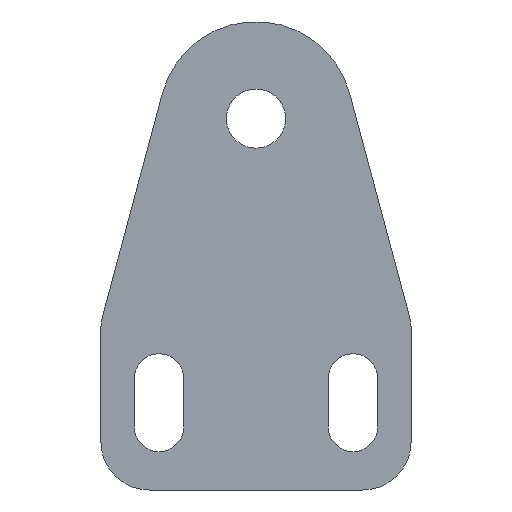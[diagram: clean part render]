
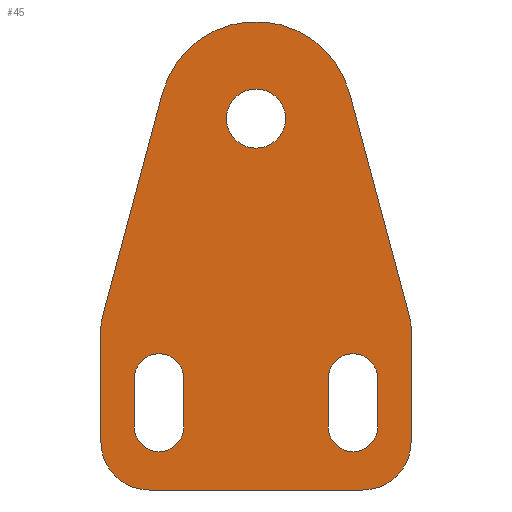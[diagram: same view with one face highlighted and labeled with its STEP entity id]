
A CAD part, left-side view. The second image highlights one B-rep face of the part: STEP entity #45.
In plain terms, the highlighted planar face has unit normal (-1, 0, 0).
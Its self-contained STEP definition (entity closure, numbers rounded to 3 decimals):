
#45=ADVANCED_FACE('',(#104,#105,#106,#107),#108,.T.);
#104=FACE_BOUND('',#181,.T.);
#105=FACE_BOUND('',#182,.T.);
#106=FACE_BOUND('',#183,.T.);
#107=FACE_OUTER_BOUND('',#184,.T.);
#108=PLANE('',#185);
#181=EDGE_LOOP('',(#252,#253,#254,#255));
#182=EDGE_LOOP('',(#256));
#183=EDGE_LOOP('',(#257,#258,#259,#260));
#184=EDGE_LOOP('',(#261,#262,#263,#264,#265,#266,#267,#268,#269,#270));
#185=AXIS2_PLACEMENT_3D('',#271,#272,#273);
#252=ORIENTED_EDGE('',*,*,#448,.T.);
#253=ORIENTED_EDGE('',*,*,#449,.T.);
#254=ORIENTED_EDGE('',*,*,#450,.T.);
#255=ORIENTED_EDGE('',*,*,#451,.T.);
#256=ORIENTED_EDGE('',*,*,#452,.T.);
#257=ORIENTED_EDGE('',*,*,#453,.T.);
#258=ORIENTED_EDGE('',*,*,#454,.T.);
#259=ORIENTED_EDGE('',*,*,#455,.T.);
#260=ORIENTED_EDGE('',*,*,#456,.T.);
#261=ORIENTED_EDGE('',*,*,#457,.T.);
#262=ORIENTED_EDGE('',*,*,#458,.T.);
#263=ORIENTED_EDGE('',*,*,#459,.T.);
#264=ORIENTED_EDGE('',*,*,#460,.T.);
#265=ORIENTED_EDGE('',*,*,#461,.T.);
#266=ORIENTED_EDGE('',*,*,#462,.T.);
#267=ORIENTED_EDGE('',*,*,#463,.T.);
#268=ORIENTED_EDGE('',*,*,#464,.T.);
#269=ORIENTED_EDGE('',*,*,#465,.T.);
#270=ORIENTED_EDGE('',*,*,#466,.T.);
#271=CARTESIAN_POINT('',(-2.,-21.,5.066));
#272=DIRECTION('',(-1.0,0.0,0.0));
#273=DIRECTION('',(0.0,-1.0,0.0));
#448=EDGE_CURVE('',#525,#526,#527,.T.);
#449=EDGE_CURVE('',#526,#528,#529,.T.);
#450=EDGE_CURVE('',#528,#530,#531,.T.);
#451=EDGE_CURVE('',#530,#525,#532,.T.);
#452=EDGE_CURVE('',#533,#533,#534,.T.);
#453=EDGE_CURVE('',#535,#536,#537,.T.);
#454=EDGE_CURVE('',#536,#538,#539,.T.);
#455=EDGE_CURVE('',#538,#540,#541,.T.);
#456=EDGE_CURVE('',#540,#535,#542,.T.);
#457=EDGE_CURVE('',#543,#544,#545,.T.);
#458=EDGE_CURVE('',#544,#546,#547,.T.);
#459=EDGE_CURVE('',#546,#548,#549,.T.);
#460=EDGE_CURVE('',#548,#550,#551,.T.);
#461=EDGE_CURVE('',#550,#552,#553,.T.);
#462=EDGE_CURVE('',#552,#554,#555,.T.);
#463=EDGE_CURVE('',#554,#556,#557,.T.);
#464=EDGE_CURVE('',#556,#558,#559,.T.);
#465=EDGE_CURVE('',#558,#560,#561,.T.);
#466=EDGE_CURVE('',#560,#543,#562,.T.);
#525=VERTEX_POINT('',#640);
#526=VERTEX_POINT('',#641);
#527=LINE('',#642,#643);
#528=VERTEX_POINT('',#644);
#529=CIRCLE('',#645,2.55);
#530=VERTEX_POINT('',#646);
#531=LINE('',#647,#648);
#532=CIRCLE('',#649,2.55);
#533=VERTEX_POINT('',#650);
#534=CIRCLE('',#651,3.05);
#535=VERTEX_POINT('',#652);
#536=VERTEX_POINT('',#653);
#537=CIRCLE('',#654,2.55);
#538=VERTEX_POINT('',#655);
#539=LINE('',#656,#657);
#540=VERTEX_POINT('',#658);
#541=CIRCLE('',#659,2.55);
#542=LINE('',#660,#661);
#543=VERTEX_POINT('',#662);
#544=VERTEX_POINT('',#663);
#545=CIRCLE('',#664,5.);
#546=VERTEX_POINT('',#665);
#547=LINE('',#666,#667);
#548=VERTEX_POINT('',#668);
#549=CIRCLE('',#669,10.0);
#550=VERTEX_POINT('',#670);
#551=LINE('',#671,#672);
#552=VERTEX_POINT('',#673);
#553=CIRCLE('',#674,5.);
#554=VERTEX_POINT('',#675);
#555=LINE('',#676,#677);
#556=VERTEX_POINT('',#678);
#557=CIRCLE('',#679,5.0);
#558=VERTEX_POINT('',#680);
#559=LINE('',#681,#682);
#560=VERTEX_POINT('',#683);
#561=CIRCLE('',#684,5.0);
#562=LINE('',#685,#686);
#640=CARTESIAN_POINT('',(-2.,-2.55,0.));
#641=CARTESIAN_POINT('',(-2.,-2.55,-5.));
#642=CARTESIAN_POINT('',(-2.,-2.55,0.));
#643=VECTOR('',#790,1.0);
#644=CARTESIAN_POINT('',(-2.,2.55,-5.));
#645=AXIS2_PLACEMENT_3D('',#791,#792,#793);
#646=CARTESIAN_POINT('',(-2.,2.55,0.));
#647=CARTESIAN_POINT('',(-2.,2.55,-5.));
#648=VECTOR('',#794,1.0);
#649=AXIS2_PLACEMENT_3D('',#795,#796,#797);
#650=CARTESIAN_POINT('',(-2.,-6.95,26.8));
#651=AXIS2_PLACEMENT_3D('',#798,#799,#800);
#652=CARTESIAN_POINT('',(-2.,-17.45,0.));
#653=CARTESIAN_POINT('',(-2.,-22.55,0.));
#654=AXIS2_PLACEMENT_3D('',#801,#802,#803);
#655=CARTESIAN_POINT('',(-2.,-22.55,-5.));
#656=CARTESIAN_POINT('',(-2.,-22.55,0.));
#657=VECTOR('',#804,1.0);
#658=CARTESIAN_POINT('',(-2.,-17.45,-5.));
#659=AXIS2_PLACEMENT_3D('',#805,#806,#807);
#660=CARTESIAN_POINT('',(-2.,-17.45,-5.));
#661=VECTOR('',#808,1.0);
#662=CARTESIAN_POINT('',(-2.,-26.0,5.066));
#663=CARTESIAN_POINT('',(-2.,-25.83,6.36));
#664=AXIS2_PLACEMENT_3D('',#809,#810,#811);
#665=CARTESIAN_POINT('',(-2.,-19.659,29.388));
#666=CARTESIAN_POINT('',(-2.,-25.83,6.36));
#667=VECTOR('',#812,1.0);
#668=CARTESIAN_POINT('',(-2.,-0.341,29.388));
#669=AXIS2_PLACEMENT_3D('',#813,#814,#815);
#670=CARTESIAN_POINT('',(-2.,5.83,6.36));
#671=CARTESIAN_POINT('',(-2.,-0.341,29.388));
#672=VECTOR('',#816,1.0);
#673=CARTESIAN_POINT('',(-2.,6.,5.066));
#674=AXIS2_PLACEMENT_3D('',#817,#818,#819);
#675=CARTESIAN_POINT('',(-2.,6.,-6.5));
#676=CARTESIAN_POINT('',(-2.,6.,5.066));
#677=VECTOR('',#820,1.0);
#678=CARTESIAN_POINT('',(-2.,1.,-11.5));
#679=AXIS2_PLACEMENT_3D('',#821,#822,#823);
#680=CARTESIAN_POINT('',(-2.,-21.0,-11.5));
#681=CARTESIAN_POINT('',(-2.,1.,-11.5));
#682=VECTOR('',#824,1.0);
#683=CARTESIAN_POINT('',(-2.,-26.0,-6.5));
#684=AXIS2_PLACEMENT_3D('',#825,#826,#827);
#685=CARTESIAN_POINT('',(-2.,-26.0,-6.5));
#686=VECTOR('',#828,1.0);
#790=DIRECTION('',(0.0,0.0,-1.0));
#791=CARTESIAN_POINT('',(-2.,0.,-5.));
#792=DIRECTION('',(1.0,0.0,0.0));
#793=DIRECTION('',(0.0,1.0,0.0));
#794=DIRECTION('',(0.0,0.0,1.0));
#795=CARTESIAN_POINT('',(-2.,0.,0.));
#796=DIRECTION('',(1.0,0.0,0.0));
#797=DIRECTION('',(0.0,1.0,0.0));
#798=CARTESIAN_POINT('',(-2.,-10.,26.8));
#799=DIRECTION('',(1.0,0.0,0.0));
#800=DIRECTION('',(0.0,1.0,0.0));
#801=CARTESIAN_POINT('',(-2.,-20.0,0.));
#802=DIRECTION('',(1.0,0.0,0.0));
#803=DIRECTION('',(0.0,1.0,0.0));
#804=DIRECTION('',(0.0,0.0,-1.0));
#805=CARTESIAN_POINT('',(-2.,-20.0,-5.));
#806=DIRECTION('',(1.0,0.0,0.0));
#807=DIRECTION('',(0.0,1.0,0.0));
#808=DIRECTION('',(0.0,0.0,1.0));
#809=CARTESIAN_POINT('',(-2.,-21.,5.066));
#810=DIRECTION('',(-1.0,0.0,0.0));
#811=DIRECTION('',(0.0,-1.0,0.0));
#812=DIRECTION('',(0.0,0.259,0.966));
#813=CARTESIAN_POINT('',(-2.,-10.,26.8));
#814=DIRECTION('',(-1.0,0.0,0.0));
#815=DIRECTION('',(0.0,-1.0,0.0));
#816=DIRECTION('',(0.0,0.259,-0.966));
#817=CARTESIAN_POINT('',(-2.,1.,5.066));
#818=DIRECTION('',(-1.0,0.0,0.0));
#819=DIRECTION('',(0.0,-1.0,0.0));
#820=DIRECTION('',(0.0,0.0,-1.0));
#821=CARTESIAN_POINT('',(-2.,1.,-6.5));
#822=DIRECTION('',(-1.0,0.0,0.0));
#823=DIRECTION('',(0.0,-1.0,0.0));
#824=DIRECTION('',(0.0,-1.0,0.0));
#825=CARTESIAN_POINT('',(-2.,-21.0,-6.5));
#826=DIRECTION('',(-1.0,0.0,0.0));
#827=DIRECTION('',(0.0,-1.0,0.0));
#828=DIRECTION('',(0.0,0.0,1.0));
